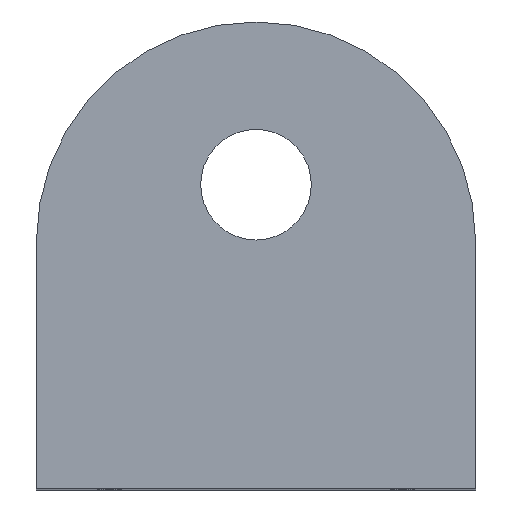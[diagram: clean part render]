
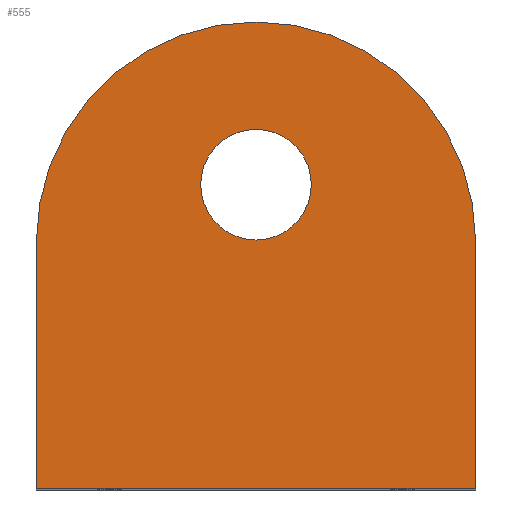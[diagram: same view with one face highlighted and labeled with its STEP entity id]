
A CAD part, top view. The second image highlights one B-rep face of the part: STEP entity #555.
In plain terms, the highlighted planar face has unit normal (0, 0, 1).
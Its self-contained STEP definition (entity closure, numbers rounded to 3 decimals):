
#26=FACE_BOUND('',#110,.T.);
#44=PLANE('',#627);
#71=FACE_OUTER_BOUND('',#109,.T.);
#109=EDGE_LOOP('',(#499,#500,#501,#502));
#110=EDGE_LOOP('',(#503));
#127=CIRCLE('',#606,8.);
#130=CIRCLE('',#611,31.75);
#179=LINE('',#897,#232);
#189=LINE('',#931,#242);
#190=LINE('',#932,#243);
#232=VECTOR('',#736,10.);
#242=VECTOR('',#776,10.);
#243=VECTOR('',#777,10.);
#277=VERTEX_POINT('',#875);
#283=VERTEX_POINT('',#890);
#284=VERTEX_POINT('',#891);
#285=VERTEX_POINT('',#896);
#294=VERTEX_POINT('',#930);
#339=EDGE_CURVE('',#277,#277,#127,.T.);
#346=EDGE_CURVE('',#283,#284,#130,.T.);
#349=EDGE_CURVE('',#285,#284,#179,.T.);
#367=EDGE_CURVE('',#294,#283,#189,.T.);
#368=EDGE_CURVE('',#294,#285,#190,.T.);
#499=ORIENTED_EDGE('',*,*,#346,.F.);
#500=ORIENTED_EDGE('',*,*,#367,.F.);
#501=ORIENTED_EDGE('',*,*,#368,.T.);
#502=ORIENTED_EDGE('',*,*,#349,.T.);
#503=ORIENTED_EDGE('',*,*,#339,.T.);
#555=ADVANCED_FACE('',(#71,#26),#44,.T.);
#606=AXIS2_PLACEMENT_3D('',#876,#716,#717);
#611=AXIS2_PLACEMENT_3D('',#892,#730,#731);
#627=AXIS2_PLACEMENT_3D('',#929,#774,#775);
#716=DIRECTION('center_axis',(0.,0.,-1.));
#717=DIRECTION('ref_axis',(1.,0.,0.));
#730=DIRECTION('center_axis',(0.,0.,-1.));
#731=DIRECTION('ref_axis',(0.707,0.707,0.));
#736=DIRECTION('',(0.,1.,0.));
#774=DIRECTION('center_axis',(0.,0.,1.));
#775=DIRECTION('ref_axis',(1.,0.,0.));
#776=DIRECTION('',(0.,1.,0.));
#777=DIRECTION('',(1.,0.,0.));
#875=CARTESIAN_POINT('',(-39.75,43.981,0.));
#876=CARTESIAN_POINT('Origin',(-31.75,43.981,0.));
#890=CARTESIAN_POINT('',(-63.5,35.75,0.));
#891=CARTESIAN_POINT('',(0.,35.75,0.));
#892=CARTESIAN_POINT('Origin',(-31.75,35.75,0.));
#896=CARTESIAN_POINT('',(0.,0.,0.));
#897=CARTESIAN_POINT('',(0.,0.,0.));
#929=CARTESIAN_POINT('Origin',(-63.5,0.,0.));
#930=CARTESIAN_POINT('',(-63.5,0.,0.));
#931=CARTESIAN_POINT('',(-63.5,0.,0.));
#932=CARTESIAN_POINT('',(-63.5,0.,0.));
